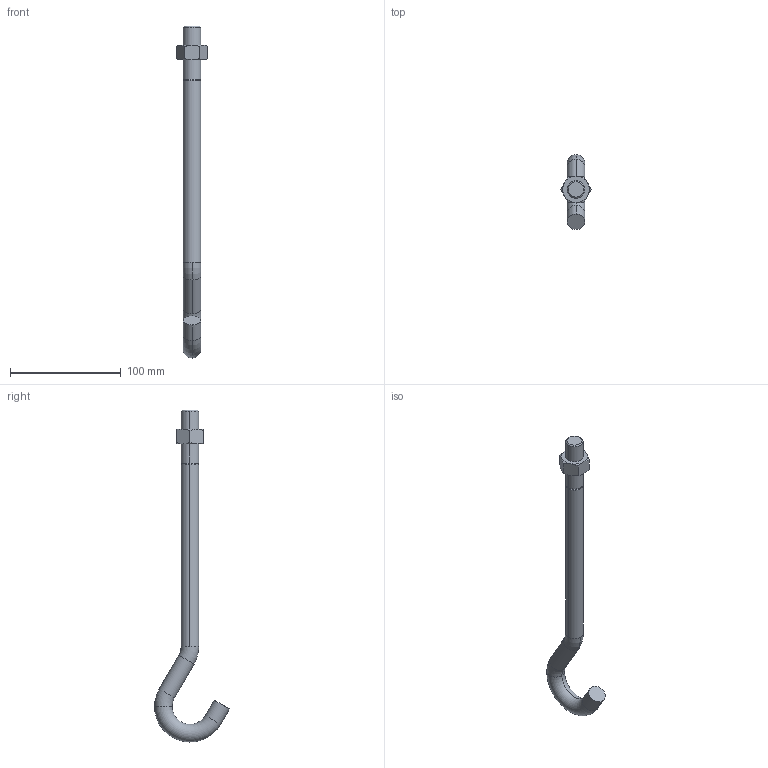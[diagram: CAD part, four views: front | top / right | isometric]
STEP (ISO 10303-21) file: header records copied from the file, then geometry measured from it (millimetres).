
FILE_DESCRIPTION (( 'STEP AP214' ), '1' );
FILE_NAME ('bolt_570001161.STEP', '2018-01-26T13:42:47', ( '' ), ( '' ), 'SwSTEP 2.0', 'SolidWorks 2013', '' );
FILE_SCHEMA (( 'AUTOMOTIVE_DESIGN' ));
Length unit declared in the file: millimetre
Products named in the file (3): bolt_570001161_02; bolt_570001161_01; bolt_570001161
Assembly tree (2 placements, depth 2):
  bolt_570001161
    bolt_570001161_01
    bolt_570001161_02
Bounding box: 27.71 x 67.71 x 300 mm (x, y, z)
Volume: 75299.6 mm3; surface area: 20408 mm2
Topology: 2 solids, 2 shells, 47 faces, 98 edges, 56 vertices
Faces by surface type: cone 20, plane 11, cylinder 10, torus 6
Entity records: 1448 total; most frequent: CARTESIAN_POINT 350, DIRECTION 228, ORIENTED_EDGE 196, AXIS2_PLACEMENT_3D 102, EDGE_CURVE 98, VERTEX_POINT 56, EDGE_LOOP 50, CIRCLE 50
